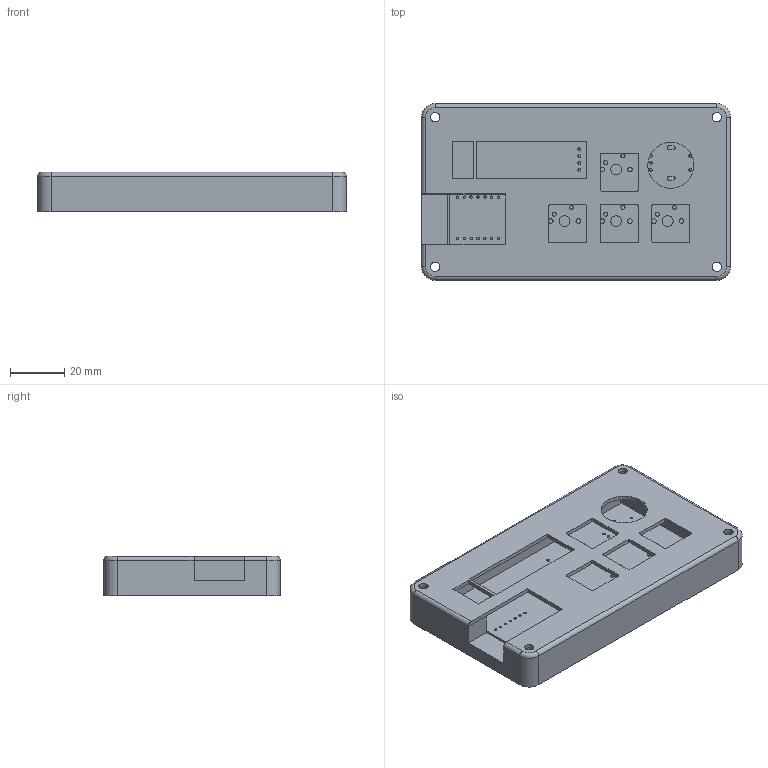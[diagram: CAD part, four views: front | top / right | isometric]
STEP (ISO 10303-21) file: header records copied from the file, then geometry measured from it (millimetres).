
FILE_DESCRIPTION(/* description */ ('STEP AP242 Edition 2','CAx-IF Rec.Pracs.---Representation and Presentation of Product Manufacturing Information (PMI)---4.0---2014-10-13','CAx-IF Rec.Pracs.---3D Tessellated Geometry---0.4---2014-09-14','2;1','CAx-IF Rec.Pracs.---User Defined Attributes---1.5---2016-08-15'),/* implementation_level */ '2;1');
FILE_NAME(/* name */ '6943528fa4ab03298a38a4d9',/* time_stamp */ '2025-12-18T01:02:08Z',/* author */ (''),/* organization */ (''),/* preprocessor_version */ 'ST-DEVELOPER v20',/* originating_system */ 'ONSHAPE BY PTC INC, 1.208',/* authorisation */ ' ');
FILE_SCHEMA (('AP242_MANAGED_MODEL_BASED_3D_ENGINEERING_MIM_LF { 1 0 10303 442 3 1 4 }'));
Length unit declared in the file: metre
Products named in the file (4): Assembly 2; Part 1; Luca-Macropad_PCB
Assembly tree (3 placements, depth 2):
  Assembly 2
    Part 1
    Part 1
    Luca-Macropad_PCB
Bounding box: 114.1 x 65.2 x 14.5 mm (x, y, z)
Volume: 65440.7 mm3; surface area: 42767.4 mm2
Topology: 3 solids, 3 shells, 434 faces, 1212 edges, 808 vertices
Faces by surface type: plane 161, cylinder 159, bspline 110, torus 4
Full cylindrical faces by diameter (mm): 0.889 x14, 1 x9, 1.5 x8, 1.7 x8, 3.4 x8, 4 x4, 6 x4, 17.018 x1
Entity records: 14456 total; most frequent: CARTESIAN_POINT 3612, ORIENTED_EDGE 2312, DIRECTION 1918, EDGE_CURVE 1156, VERTEX_POINT 808, AXIS2_PLACEMENT_3D 654, EDGE_LOOP 634, FACE_BOUND 634
